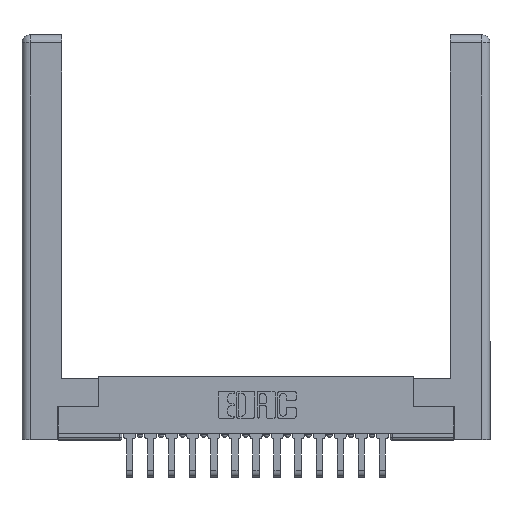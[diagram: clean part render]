
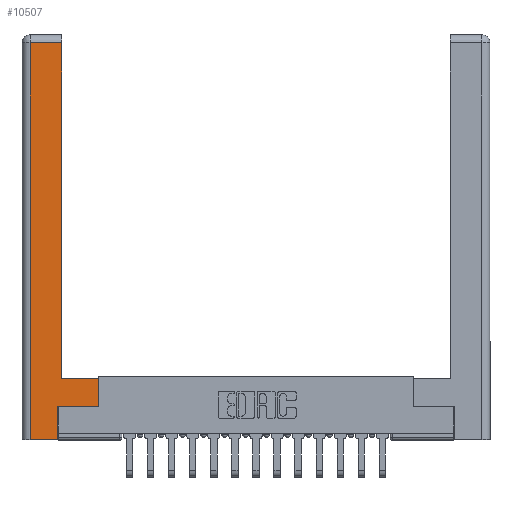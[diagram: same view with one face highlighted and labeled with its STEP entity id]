
A CAD part, top view. The second image highlights one B-rep face of the part: STEP entity #10507.
In plain terms, the highlighted planar face has unit normal (0, 0, 1).
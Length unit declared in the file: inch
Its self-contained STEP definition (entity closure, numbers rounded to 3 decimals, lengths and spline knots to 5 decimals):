
#73 = PLANE ( 'NONE',  #6053 ) ;
#212 = VERTEX_POINT ( 'NONE', #1892 ) ;
#439 = CARTESIAN_POINT ( 'NONE',  ( 0.295, 3., 0. ) ) ;
#1335 = LINE ( 'NONE', #13893, #5546 ) ;
#1503 = DIRECTION ( 'NONE',  ( -1., 0., 0. ) ) ;
#1853 = DIRECTION ( 'NONE',  ( 1., 0., 0. ) ) ;
#1892 = CARTESIAN_POINT ( 'NONE',  ( 0.565, 0.45, 0. ) ) ;
#2254 = CARTESIAN_POINT ( 'NONE',  ( 0.295, 0.45, 0. ) ) ;
#2550 = EDGE_CURVE ( 'NONE', #17380, #12633, #15794, .T. ) ;
#4637 = CARTESIAN_POINT ( 'NONE',  ( 0.265, 0.245, 0. ) ) ;
#5024 = CARTESIAN_POINT ( 'NONE',  ( 0.265, 0., 0. ) ) ;
#5099 = LINE ( 'NONE', #11959, #5500 ) ;
#5318 = DIRECTION ( 'NONE',  ( 0., 1., 0. ) ) ;
#5389 = DIRECTION ( 'NONE',  ( 1., 0., 0. ) ) ;
#5500 = VECTOR ( 'NONE', #16017, 39.37008 ) ;
#5546 = VECTOR ( 'NONE', #1503, 39.37008 ) ;
#5734 = ORIENTED_EDGE ( 'NONE', *, *, #9146, .T. ) ;
#5905 = CARTESIAN_POINT ( 'NONE',  ( 0.265, 0., 0. ) ) ;
#6053 = AXIS2_PLACEMENT_3D ( 'NONE', #10867, #8375, #9554 ) ;
#6964 = LINE ( 'NONE', #5905, #17343 ) ;
#7255 = CARTESIAN_POINT ( 'NONE',  ( 0.265, 0.245, 0. ) ) ;
#7369 = ORIENTED_EDGE ( 'NONE', *, *, #2550, .T. ) ;
#7851 = EDGE_CURVE ( 'NONE', #212, #11511, #1335, .T. ) ;
#7911 = CARTESIAN_POINT ( 'NONE',  ( 0.0615, 0., 0. ) ) ;
#8198 = CARTESIAN_POINT ( 'NONE',  ( 0.565, 0.245, 0. ) ) ;
#8260 = CARTESIAN_POINT ( 'NONE',  ( 0.295, 2.94, 0. ) ) ;
#8375 = DIRECTION ( 'NONE',  ( 0., 0., -1. ) ) ;
#8527 = EDGE_CURVE ( 'NONE', #12633, #13831, #6964, .T. ) ;
#8884 = VECTOR ( 'NONE', #5389, 39.37008 ) ;
#8918 = ORIENTED_EDGE ( 'NONE', *, *, #13048, .T. ) ;
#9097 = EDGE_CURVE ( 'NONE', #14209, #212, #11438, .T. ) ;
#9146 = EDGE_CURVE ( 'NONE', #11200, #14209, #13956, .T. ) ;
#9451 = VECTOR ( 'NONE', #9860, 39.37008 ) ;
#9554 = DIRECTION ( 'NONE',  ( -1., 0., 0. ) ) ;
#9743 = CARTESIAN_POINT ( 'NONE',  ( 0.0615, 0., 0. ) ) ;
#9860 = DIRECTION ( 'NONE',  ( 0., 1., 0. ) ) ;
#10105 = CARTESIAN_POINT ( 'NONE',  ( 0.0615, 2.94, 0. ) ) ;
#10287 = ORIENTED_EDGE ( 'NONE', *, *, #17302, .T. ) ;
#10426 = ORIENTED_EDGE ( 'NONE', *, *, #12060, .T. ) ;
#10507 = ADVANCED_FACE ( 'NONE', ( #17467 ), #73, .F. ) ;
#10867 = CARTESIAN_POINT ( 'NONE',  ( 0., 0., 0. ) ) ;
#11055 = DIRECTION ( 'NONE',  ( 0., -1., 0. ) ) ;
#11200 = VERTEX_POINT ( 'NONE', #7255 ) ;
#11239 = CARTESIAN_POINT ( 'NONE',  ( 0.565, 0.245, 0. ) ) ;
#11298 = ORIENTED_EDGE ( 'NONE', *, *, #8527, .T. ) ;
#11438 = LINE ( 'NONE', #17352, #15199 ) ;
#11511 = VERTEX_POINT ( 'NONE', #2254 ) ;
#11959 = CARTESIAN_POINT ( 'NONE',  ( 0.0615, 2.94, 0. ) ) ;
#12060 = EDGE_CURVE ( 'NONE', #14133, #17380, #5099, .T. ) ;
#12633 = VERTEX_POINT ( 'NONE', #7911 ) ;
#13048 = EDGE_CURVE ( 'NONE', #13831, #11200, #14554, .T. ) ;
#13738 = ORIENTED_EDGE ( 'NONE', *, *, #9097, .T. ) ;
#13831 = VERTEX_POINT ( 'NONE', #5024 ) ;
#13893 = CARTESIAN_POINT ( 'NONE',  ( 0.295, 0.45, 0. ) ) ;
#13956 = LINE ( 'NONE', #8198, #8884 ) ;
#14065 = DIRECTION ( 'NONE',  ( 0., 1., 0. ) ) ;
#14133 = VERTEX_POINT ( 'NONE', #8260 ) ;
#14209 = VERTEX_POINT ( 'NONE', #11239 ) ;
#14554 = LINE ( 'NONE', #4637, #16009 ) ;
#15199 = VECTOR ( 'NONE', #5318, 39.37008 ) ;
#15370 = VECTOR ( 'NONE', #11055, 39.37008 ) ;
#15479 = EDGE_LOOP ( 'NONE', ( #10287, #10426, #7369, #11298, #8918, #5734, #13738, #17225 ) ) ;
#15588 = LINE ( 'NONE', #439, #9451 ) ;
#15794 = LINE ( 'NONE', #9743, #15370 ) ;
#16009 = VECTOR ( 'NONE', #14065, 39.37008 ) ;
#16017 = DIRECTION ( 'NONE',  ( -1., 0., 0. ) ) ;
#17225 = ORIENTED_EDGE ( 'NONE', *, *, #7851, .T. ) ;
#17302 = EDGE_CURVE ( 'NONE', #11511, #14133, #15588, .T. ) ;
#17343 = VECTOR ( 'NONE', #1853, 39.37008 ) ;
#17352 = CARTESIAN_POINT ( 'NONE',  ( 0.565, 0.45, 0. ) ) ;
#17380 = VERTEX_POINT ( 'NONE', #10105 ) ;
#17467 = FACE_OUTER_BOUND ( 'NONE', #15479, .T. ) ;
